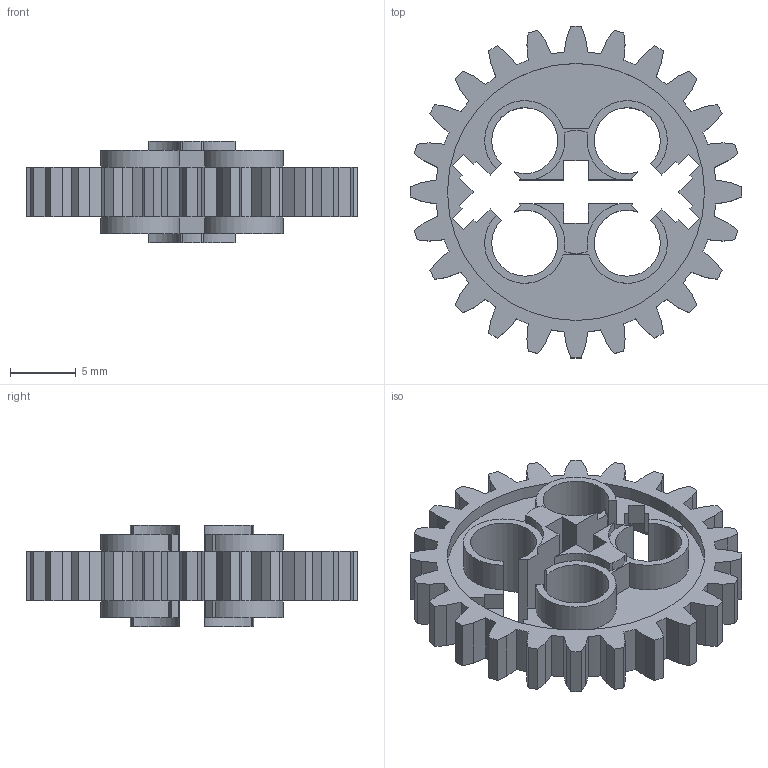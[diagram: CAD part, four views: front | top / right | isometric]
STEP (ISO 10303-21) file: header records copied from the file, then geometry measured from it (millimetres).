
FILE_DESCRIPTION((''),'1');
FILE_NAME('GEAR_24_A','2000-08-24T',('ujkopena'),(''),'PRO/ENGINEER BY PARAMETRIC TECHNOLOGY CORPORATION, 1999390','PRO/ENGINEER BY PARAMETRIC TECHNOLOGY CORPORATION, 1999390','');
FILE_SCHEMA(('CONFIG_CONTROL_DESIGN'));
Length unit declared in the file: metre
Products named in the file (1): GEAR_24_A
Bounding box: 25.26 x 25.26 x 7.72 mm (x, y, z)
Volume: 999.5 mm3; surface area: 2114.2 mm2
Topology: 1 solids, 1 shells, 246 faces, 726 edges, 484 vertices
Faces by surface type: plane 194, cylinder 52
Entity records: 8176 total; most frequent: CARTESIAN_POINT 1456, ORIENTED_EDGE 1452, DIRECTION 1322, EDGE_CURVE 726, VECTOR 622, LINE 622, VERTEX_POINT 484, AXIS2_PLACEMENT_3D 350
